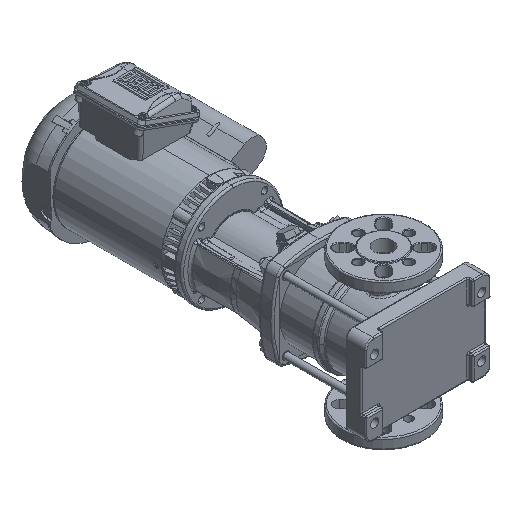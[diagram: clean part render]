
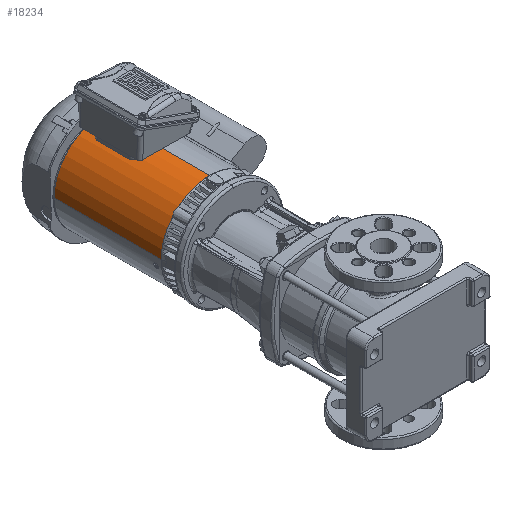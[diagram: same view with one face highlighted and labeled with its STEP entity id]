
A CAD part, isometric view. The second image highlights one B-rep face of the part: STEP entity #18234.
In plain terms, the highlighted cylindrical face has radius 81.875 mm (diameter 163.75 mm), a partial arc.
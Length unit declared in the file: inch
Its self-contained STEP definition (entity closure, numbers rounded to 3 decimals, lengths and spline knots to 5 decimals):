
#8200 = DIRECTION ( 'NONE',  ( -1., 0., 0. ) ) ;
#8936 = VERTEX_POINT ( 'NONE', #88559 ) ;
#13628 = VECTOR ( 'NONE', #8200, 39.37008 ) ;
#14081 = ORIENTED_EDGE ( 'NONE', *, *, #42926, .F. ) ;
#17883 = DIRECTION ( 'NONE',  ( -1., 0., 0. ) ) ;
#18234 = ADVANCED_FACE ( 'NONE', ( #73940 ), #45075, .T. ) ;
#19831 = DIRECTION ( 'NONE',  ( -1., 0., 0. ) ) ;
#19875 = EDGE_CURVE ( 'NONE', #86745, #62797, #75110, .T. ) ;
#21260 = CIRCLE ( 'NONE', #73335, 3.22343 ) ;
#24001 = DIRECTION ( 'NONE',  ( -1., 0., 0. ) ) ;
#26154 = DIRECTION ( 'NONE',  ( 1., 0., 0. ) ) ;
#29274 = ORIENTED_EDGE ( 'NONE', *, *, #19875, .T. ) ;
#35612 = DIRECTION ( 'NONE',  ( 0., 0., -1. ) ) ;
#36332 = AXIS2_PLACEMENT_3D ( 'NONE', #36907, #17883, #53229 ) ;
#36907 = CARTESIAN_POINT ( 'NONE',  ( 21.20633, 0., 0. ) ) ;
#39617 = CARTESIAN_POINT ( 'NONE',  ( 0., 0., 3.22343 ) ) ;
#40828 = LINE ( 'NONE', #66352, #13628 ) ;
#42295 = CARTESIAN_POINT ( 'NONE',  ( -7.08661, 0., 3.22343 ) ) ;
#42926 = EDGE_CURVE ( 'NONE', #63748, #8936, #40828, .T. ) ;
#45075 = CYLINDRICAL_SURFACE ( 'NONE', #36332, 3.22343 ) ;
#53229 = DIRECTION ( 'NONE',  ( 0., 0., 1. ) ) ;
#54352 = ORIENTED_EDGE ( 'NONE', *, *, #97691, .T. ) ;
#57125 = CARTESIAN_POINT ( 'NONE',  ( 0., -3.22343, 0.00056 ) ) ;
#57234 = EDGE_CURVE ( 'NONE', #62797, #8936, #68464, .T. ) ;
#59013 = CARTESIAN_POINT ( 'NONE',  ( 0., 0., 0. ) ) ;
#62797 = VERTEX_POINT ( 'NONE', #42295 ) ;
#63748 = VERTEX_POINT ( 'NONE', #57125 ) ;
#66352 = CARTESIAN_POINT ( 'NONE',  ( 21.20633, -3.22343, 0.00056 ) ) ;
#68464 = CIRCLE ( 'NONE', #71998, 3.22343 ) ;
#68557 = DIRECTION ( 'NONE',  ( 0., 0., 1. ) ) ;
#71998 = AXIS2_PLACEMENT_3D ( 'NONE', #85930, #26154, #68557 ) ;
#73335 = AXIS2_PLACEMENT_3D ( 'NONE', #59013, #19831, #35612 ) ;
#73940 = FACE_OUTER_BOUND ( 'NONE', #85328, .T. ) ;
#75110 = LINE ( 'NONE', #99011, #88637 ) ;
#84271 = ORIENTED_EDGE ( 'NONE', *, *, #57234, .T. ) ;
#85328 = EDGE_LOOP ( 'NONE', ( #54352, #29274, #84271, #14081 ) ) ;
#85930 = CARTESIAN_POINT ( 'NONE',  ( -7.08661, 0., 0. ) ) ;
#86745 = VERTEX_POINT ( 'NONE', #39617 ) ;
#88559 = CARTESIAN_POINT ( 'NONE',  ( -7.08661, -3.22343, 0.00056 ) ) ;
#88637 = VECTOR ( 'NONE', #24001, 39.37008 ) ;
#97691 = EDGE_CURVE ( 'NONE', #63748, #86745, #21260, .T. ) ;
#99011 = CARTESIAN_POINT ( 'NONE',  ( 21.20633, 0., 3.22343 ) ) ;
